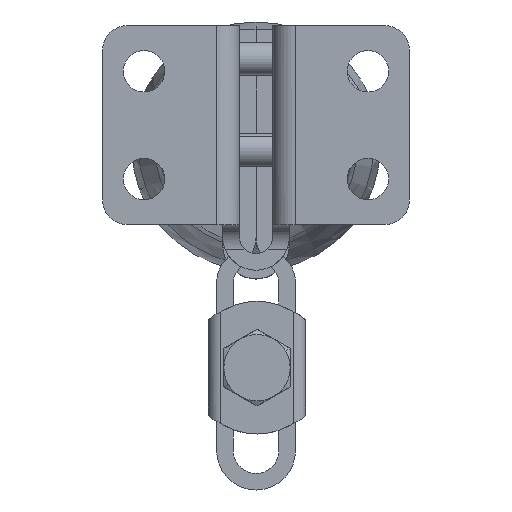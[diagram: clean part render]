
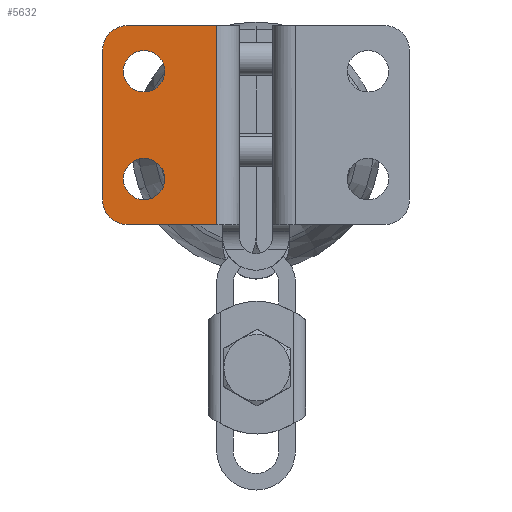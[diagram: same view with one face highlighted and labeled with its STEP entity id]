
A CAD part, front view. The second image highlights one B-rep face of the part: STEP entity #5632.
In plain terms, the highlighted planar face has unit normal (0, -1, 0).
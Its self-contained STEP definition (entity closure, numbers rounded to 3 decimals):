
#3504=CARTESIAN_POINT('',(-152.493,13.569,16.459));
#3505=VERTEX_POINT('',#3504);
#3514=CARTESIAN_POINT('',(-150.371,13.569,17.338));
#3515=VERTEX_POINT('',#3514);
#3516=CARTESIAN_POINT('',(-150.371,13.569,14.338));
#3517=DIRECTION('',(0.,1.0,0.));
#3518=DIRECTION('',(-0.707,0.,0.707));
#3519=AXIS2_PLACEMENT_3D('',#3516,#3517,#3518);
#3520=CIRCLE('',#3519,3.);
#3521=EDGE_CURVE('',#3505,#3515,#3520,.T.);
#3546=CARTESIAN_POINT('',(-152.493,13.569,-5.784));
#3547=VERTEX_POINT('',#3546);
#3556=CARTESIAN_POINT('',(-153.371,13.569,-3.662));
#3557=VERTEX_POINT('',#3556);
#3558=CARTESIAN_POINT('',(-150.371,13.569,-3.662));
#3559=DIRECTION('',(0.,1.0,0.));
#3560=DIRECTION('',(-0.707,0.,-0.707));
#3561=AXIS2_PLACEMENT_3D('',#3558,#3559,#3560);
#3562=CIRCLE('',#3561,3.);
#3563=EDGE_CURVE('',#3547,#3557,#3562,.T.);
#3609=CARTESIAN_POINT('',(-148.371,13.569,1.338));
#3610=VERTEX_POINT('',#3609);
#3619=CARTESIAN_POINT('',(-148.371,13.569,-3.662));
#3620=VERTEX_POINT('',#3619);
#3621=CARTESIAN_POINT('',(-148.371,13.569,-1.162));
#3622=DIRECTION('',(0.0,1.0,0.0));
#3623=DIRECTION('',(0.0,0.0,1.0));
#3624=AXIS2_PLACEMENT_3D('',#3621,#3622,#3623);
#3625=CIRCLE('',#3624,2.5);
#3626=EDGE_CURVE('',#3620,#3610,#3625,.T.);
#3672=CARTESIAN_POINT('',(-148.371,13.569,14.338));
#3673=VERTEX_POINT('',#3672);
#3682=CARTESIAN_POINT('',(-148.371,13.569,9.338));
#3683=VERTEX_POINT('',#3682);
#3684=CARTESIAN_POINT('',(-148.371,13.569,11.838));
#3685=DIRECTION('',(0.0,1.0,0.0));
#3686=DIRECTION('',(0.0,0.0,1.0));
#3687=AXIS2_PLACEMENT_3D('',#3684,#3685,#3686);
#3688=CIRCLE('',#3687,2.5);
#3689=EDGE_CURVE('',#3683,#3673,#3688,.T.);
#4914=CARTESIAN_POINT('',(-153.371,13.569,14.338));
#4915=VERTEX_POINT('',#4914);
#4924=CARTESIAN_POINT('',(-153.371,13.569,-3.662));
#4925=DIRECTION('',(0.0,0.0,1.0));
#4926=VECTOR('',#4925,18.);
#4927=LINE('',#4924,#4926);
#4928=EDGE_CURVE('',#3557,#4915,#4927,.T.);
#5106=CARTESIAN_POINT('',(-139.621,13.569,-6.662));
#5107=VERTEX_POINT('',#5106);
#5108=CARTESIAN_POINT('',(-139.621,13.569,17.338));
#5109=VERTEX_POINT('',#5108);
#5110=CARTESIAN_POINT('',(-139.621,13.569,-6.662));
#5111=DIRECTION('',(0.0,0.0,1.0));
#5112=VECTOR('',#5111,24.0);
#5113=LINE('',#5110,#5112);
#5114=EDGE_CURVE('',#5107,#5109,#5113,.T.);
#5519=CARTESIAN_POINT('',(-148.371,13.569,11.838));
#5520=DIRECTION('',(0.0,1.0,0.0));
#5521=DIRECTION('',(0.0,0.0,1.0));
#5522=AXIS2_PLACEMENT_3D('',#5519,#5520,#5521);
#5523=CIRCLE('',#5522,2.5);
#5524=EDGE_CURVE('',#3673,#3683,#5523,.T.);
#5558=CARTESIAN_POINT('',(-148.371,13.569,-1.162));
#5559=DIRECTION('',(0.0,1.0,0.0));
#5560=DIRECTION('',(0.0,0.0,1.0));
#5561=AXIS2_PLACEMENT_3D('',#5558,#5559,#5560);
#5562=CIRCLE('',#5561,2.5);
#5563=EDGE_CURVE('',#3610,#3620,#5562,.T.);
#5575=CARTESIAN_POINT('',(-150.371,13.569,-6.662));
#5576=VERTEX_POINT('',#5575);
#5583=CARTESIAN_POINT('',(-150.371,13.569,-3.662));
#5584=DIRECTION('',(0.,1.0,0.));
#5585=DIRECTION('',(-0.707,0.,-0.707));
#5586=AXIS2_PLACEMENT_3D('',#5583,#5584,#5585);
#5587=CIRCLE('',#5586,3.);
#5588=EDGE_CURVE('',#5576,#3547,#5587,.T.);
#5593=CARTESIAN_POINT('',(-146.121,13.569,5.338));
#5594=DIRECTION('',(0.0,1.0,0.0));
#5595=DIRECTION('',(-1.0,0.0,0.0));
#5596=AXIS2_PLACEMENT_3D('',#5593,#5594,#5595);
#5597=PLANE('',#5596);
#5598=CARTESIAN_POINT('',(-150.371,13.569,14.338));
#5599=DIRECTION('',(0.,1.0,0.));
#5600=DIRECTION('',(-0.707,0.,0.707));
#5601=AXIS2_PLACEMENT_3D('',#5598,#5599,#5600);
#5602=CIRCLE('',#5601,3.);
#5603=EDGE_CURVE('',#4915,#3505,#5602,.T.);
#5604=ORIENTED_EDGE('',*,*,#5603,.F.);
#5605=ORIENTED_EDGE('',*,*,#4928,.F.);
#5606=ORIENTED_EDGE('',*,*,#3563,.F.);
#5607=ORIENTED_EDGE('',*,*,#5588,.F.);
#5608=CARTESIAN_POINT('',(-139.621,13.569,-6.662));
#5609=DIRECTION('',(-1.0,0.0,0.0));
#5610=VECTOR('',#5609,10.75);
#5611=LINE('',#5608,#5610);
#5612=EDGE_CURVE('',#5107,#5576,#5611,.T.);
#5613=ORIENTED_EDGE('',*,*,#5612,.F.);
#5614=ORIENTED_EDGE('',*,*,#5114,.T.);
#5615=CARTESIAN_POINT('',(-150.371,13.569,17.338));
#5616=DIRECTION('',(1.0,0.0,0.0));
#5617=VECTOR('',#5616,10.75);
#5618=LINE('',#5615,#5617);
#5619=EDGE_CURVE('',#3515,#5109,#5618,.T.);
#5620=ORIENTED_EDGE('',*,*,#5619,.F.);
#5621=ORIENTED_EDGE('',*,*,#3521,.F.);
#5622=EDGE_LOOP('',(#5604,#5605,#5606,#5607,#5613,#5614,#5620,#5621));
#5623=FACE_OUTER_BOUND('',#5622,.T.);
#5624=ORIENTED_EDGE('',*,*,#3626,.T.);
#5625=ORIENTED_EDGE('',*,*,#5563,.T.);
#5626=EDGE_LOOP('',(#5624,#5625));
#5627=FACE_BOUND('',#5626,.T.);
#5628=ORIENTED_EDGE('',*,*,#3689,.T.);
#5629=ORIENTED_EDGE('',*,*,#5524,.T.);
#5630=EDGE_LOOP('',(#5628,#5629));
#5631=FACE_BOUND('',#5630,.T.);
#5632=ADVANCED_FACE('',(#5623,#5627,#5631),#5597,.F.);
